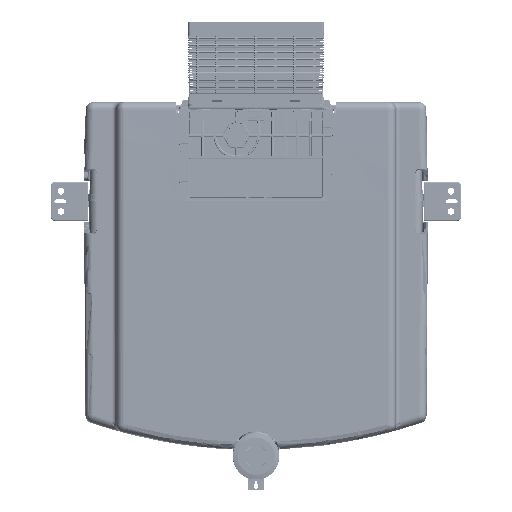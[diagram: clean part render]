
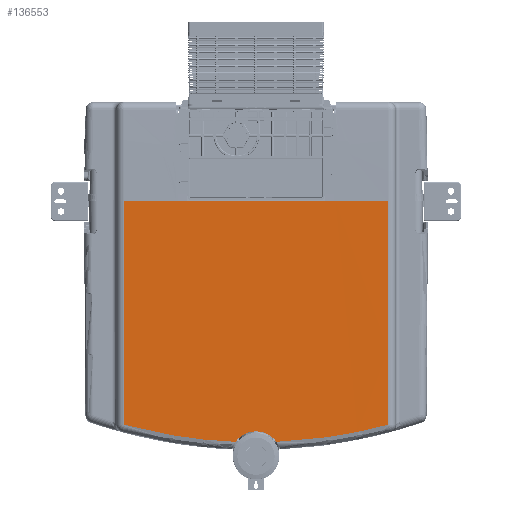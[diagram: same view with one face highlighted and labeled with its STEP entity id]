
A CAD part, top view. The second image highlights one B-rep face of the part: STEP entity #136553.
In plain terms, the highlighted cylindrical face has radius 31245.7 mm (diameter 62491.4 mm), a partial arc.
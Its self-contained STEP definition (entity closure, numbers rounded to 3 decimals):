
#131091=CARTESIAN_POINT('',(-26.412,-309.562,
59.105));
#131092=CARTESIAN_POINT('',(-25.214,-307.891,
59.122));
#131093=CARTESIAN_POINT('',(-22.549,-304.827,
59.152));
#131094=CARTESIAN_POINT('',(-17.647,-300.973,
59.189));
#131095=CARTESIAN_POINT('',(-12.137,-298.14,
59.216));
#131096=CARTESIAN_POINT('',(-6.177,-296.392,
59.233));
#131097=CARTESIAN_POINT('',(-0.007,-295.804,
59.238));
#131098=CARTESIAN_POINT('',(6.177,-296.392,
59.233));
#131099=CARTESIAN_POINT('',(12.125,-298.136,
59.216));
#131100=CARTESIAN_POINT('',(17.644,-300.97,
59.189));
#131101=CARTESIAN_POINT('',(22.539,-304.818,
59.152));
#131102=CARTESIAN_POINT('',(25.211,-307.887,
59.122));
#131103=CARTESIAN_POINT('',(26.412,-309.562,
59.105));
#131105=CARTESIAN_POINT('',(-170.,-287.467,
59.316));
#131106=CARTESIAN_POINT('',(-154.361,-291.707,
59.277));
#131107=CARTESIAN_POINT('',(-122.869,-298.992,
59.209));
#131108=CARTESIAN_POINT('',(-74.829,-306.384,
59.137));
#131109=CARTESIAN_POINT('',(-42.603,-308.904,
59.112));
#131110=CARTESIAN_POINT('',(-26.412,-309.562,
59.105));
#131112=CARTESIAN_POINT('',(-170.,0.,-31185.06));
#131113=DIRECTION('',(1.,0.,0.));
#131114=DIRECTION('',(0.,0.,1.));
#131115=AXIS2_PLACEMENT_3D('',#131112,#131113,#131114);
#131117=DIRECTION('',(1.,0.,0.));
#131118=VECTOR('',#131117,205.);
#131119=CARTESIAN_POINT('',(-102.5,0.,60.639));
#131120=LINE('',#131119,#131118);
#131121=CARTESIAN_POINT('',(170.,0.,-31185.06));
#131122=DIRECTION('',(-1.,0.,0.));
#131123=DIRECTION('',(0.,-0.009,1.));
#131124=AXIS2_PLACEMENT_3D('',#131121,#131122,#131123);
#131126=CARTESIAN_POINT('',(26.412,-309.562,
59.105));
#131127=CARTESIAN_POINT('',(42.603,-308.904,
59.112));
#131128=CARTESIAN_POINT('',(74.829,-306.384,
59.137));
#131129=CARTESIAN_POINT('',(122.869,-298.992,
59.209));
#131130=CARTESIAN_POINT('',(154.361,-291.707,
59.277));
#131131=CARTESIAN_POINT('',(170.,-287.467,
59.316));
#132949=DIRECTION('',(-1.,0.,0.));
#132950=VECTOR('',#132949,67.5);
#132951=CARTESIAN_POINT('',(170.,0.,60.639));
#132952=LINE('',#132951,#132950);
#133020=DIRECTION('',(-1.,0.,0.));
#133021=VECTOR('',#133020,67.5);
#133022=CARTESIAN_POINT('',(-102.5,0.,60.639));
#133023=LINE('',#133022,#133021);
#135429=CARTESIAN_POINT('',(170.,0.,60.639));
#135431=VERTEX_POINT('',#135429);
#135433=CARTESIAN_POINT('',(-170.,0.,60.639));
#135435=VERTEX_POINT('',#135433);
#135457=CARTESIAN_POINT('',(170.,-287.467,59.316));
#135458=VERTEX_POINT('',#135457);
#135460=CARTESIAN_POINT('',(-170.,-287.467,59.316));
#135462=VERTEX_POINT('',#135460);
#135968=CARTESIAN_POINT('',(-102.5,0.,60.639));
#135969=CARTESIAN_POINT('',(102.5,0.,60.639));
#135970=VERTEX_POINT('',#135968);
#135971=VERTEX_POINT('',#135969);
#136183=VERTEX_POINT('',#131091);
#136184=VERTEX_POINT('',#131103);
#136533=CARTESIAN_POINT('',(-219.,0.,-31185.06));
#136534=DIRECTION('',(1.,0.,0.));
#136535=DIRECTION('',(0.,0.,-1.));
#136536=AXIS2_PLACEMENT_3D('',#136533,#136534,#136535);
#136537=CYLINDRICAL_SURFACE('',#136536,31245.698);
#136538=ORIENTED_EDGE('',*,*,#136370,.F.);
#136539=ORIENTED_EDGE('',*,*,#136521,.F.);
#136541=ORIENTED_EDGE('',*,*,#136540,.F.);
#136543=ORIENTED_EDGE('',*,*,#136542,.F.);
#136545=ORIENTED_EDGE('',*,*,#136544,.T.);
#136547=ORIENTED_EDGE('',*,*,#136546,.F.);
#136549=ORIENTED_EDGE('',*,*,#136548,.F.);
#136550=ORIENTED_EDGE('',*,*,#136453,.F.);
#136551=EDGE_LOOP('',(#136538,#136539,#136541,#136543,#136545,#136547,#136549,
#136550));
#136552=FACE_OUTER_BOUND('',#136551,.F.);
#136553=ADVANCED_FACE('',(#136552),#136537,.T.);
#131104=B_SPLINE_CURVE_WITH_KNOTS('',3,(#131091,#131092,#131093,#131094,#131095,
#131096,#131097,#131098,#131099,#131100,#131101,#131102,#131103),.UNSPECIFIED.,
.F.,.F.,(4,1,1,1,1,1,1,1,1,1,4),(0.,0.1,0.2,0.3,0.4,0.5,0.6,0.7,
0.8,0.9,1.),.UNSPECIFIED.);
#131111=B_SPLINE_CURVE_WITH_KNOTS('',3,(#131105,#131106,#131107,#131108,#131109,
#131110),.UNSPECIFIED.,.F.,.F.,(4,1,1,4),(0.,0.333,
0.667,1.),.UNSPECIFIED.);
#131116=CIRCLE('',#131115,31245.698);
#131125=CIRCLE('',#131124,31245.698);
#131132=B_SPLINE_CURVE_WITH_KNOTS('',3,(#131126,#131127,#131128,#131129,#131130,
#131131),.UNSPECIFIED.,.F.,.F.,(4,1,1,4),(0.,0.333,
0.667,1.),.UNSPECIFIED.);
#136370=EDGE_CURVE('',#136183,#136184,#131104,.T.);
#136453=EDGE_CURVE('',#136184,#135458,#131132,.T.);
#136521=EDGE_CURVE('',#135462,#136183,#131111,.T.);
#136540=EDGE_CURVE('',#135435,#135462,#131116,.T.);
#136542=EDGE_CURVE('',#135970,#135435,#133023,.T.);
#136544=EDGE_CURVE('',#135970,#135971,#131120,.T.);
#136546=EDGE_CURVE('',#135431,#135971,#132952,.T.);
#136548=EDGE_CURVE('',#135458,#135431,#131125,.T.);
